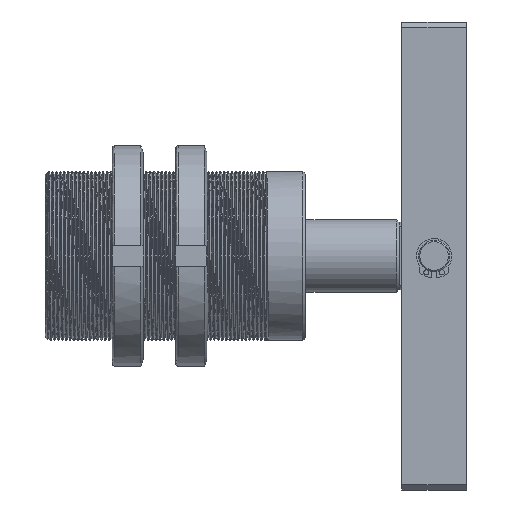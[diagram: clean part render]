
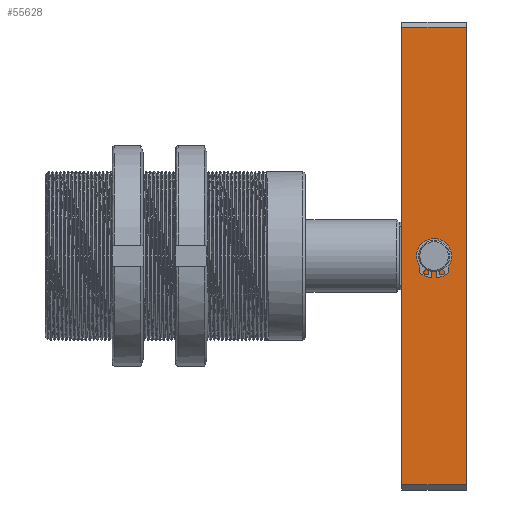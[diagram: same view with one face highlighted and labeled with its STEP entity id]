
A CAD part, front view. The second image highlights one B-rep face of the part: STEP entity #55628.
In plain terms, the highlighted face is planar.
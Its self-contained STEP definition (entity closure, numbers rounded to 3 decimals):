
#300 = VERTEX_POINT ( 'NONE', #74802 ) ;
#750 = EDGE_CURVE ( 'NONE', #91164, #26243, #9715, .T. ) ;
#4111 = CARTESIAN_POINT ( 'NONE',  ( 25., -88., -12.5 ) ) ;
#5094 = CARTESIAN_POINT ( 'NONE',  ( 12.5, 0., -12.5 ) ) ;
#5262 = CARTESIAN_POINT ( 'NONE',  ( 6.5, 0., -12.5 ) ) ;
#7613 = EDGE_LOOP ( 'NONE', ( #32657, #83679, #89692, #44357 ) ) ;
#8739 = FACE_OUTER_BOUND ( 'NONE', #7613, .T. ) ;
#9715 = CIRCLE ( 'NONE', #48231, 6. ) ;
#12102 = VERTEX_POINT ( 'NONE', #12887 ) ;
#12887 = CARTESIAN_POINT ( 'NONE',  ( 0., -88., -12.5 ) ) ;
#14333 = VECTOR ( 'NONE', #74191, 1000. ) ;
#14490 = DIRECTION ( 'NONE',  ( 0., 0., -1. ) ) ;
#16571 = CARTESIAN_POINT ( 'NONE',  ( 25., 88., -12.5 ) ) ;
#17656 = LINE ( 'NONE', #38869, #53615 ) ;
#17723 = AXIS2_PLACEMENT_3D ( 'NONE', #48496, #69556, #26499 ) ;
#17821 = DIRECTION ( 'NONE',  ( -1., 0., 0. ) ) ;
#17975 = VECTOR ( 'NONE', #34145, 1000. ) ;
#18547 = EDGE_CURVE ( 'NONE', #26243, #91164, #62122, .T. ) ;
#21260 = VECTOR ( 'NONE', #49681, 1000. ) ;
#26243 = VERTEX_POINT ( 'NONE', #5262 ) ;
#26247 = ORIENTED_EDGE ( 'NONE', *, *, #750, .T. ) ;
#26499 = DIRECTION ( 'NONE',  ( 1., 0., 0. ) ) ;
#29551 = CARTESIAN_POINT ( 'NONE',  ( 25., -88., -12.5 ) ) ;
#32657 = ORIENTED_EDGE ( 'NONE', *, *, #45977, .F. ) ;
#34011 = CARTESIAN_POINT ( 'NONE',  ( 18.5, 0., -12.5 ) ) ;
#34145 = DIRECTION ( 'NONE',  ( 0., 1., 0. ) ) ;
#38097 = CARTESIAN_POINT ( 'NONE',  ( 0., 0., -12.5 ) ) ;
#38869 = CARTESIAN_POINT ( 'NONE',  ( 12.5, 88., -12.5 ) ) ;
#39041 = CARTESIAN_POINT ( 'NONE',  ( 12.5, -88., -12.5 ) ) ;
#43026 = EDGE_CURVE ( 'NONE', #89835, #86279, #59604, .T. ) ;
#44357 = ORIENTED_EDGE ( 'NONE', *, *, #43026, .F. ) ;
#45977 = EDGE_CURVE ( 'NONE', #12102, #89835, #74088, .T. ) ;
#48231 = AXIS2_PLACEMENT_3D ( 'NONE', #5094, #55634, #70986 ) ;
#48496 = CARTESIAN_POINT ( 'NONE',  ( 12.5, 0., -12.5 ) ) ;
#49681 = DIRECTION ( 'NONE',  ( 1., 0., 0. ) ) ;
#53615 = VECTOR ( 'NONE', #17821, 1000. ) ;
#55628 = ADVANCED_FACE ( 'NONE', ( #75054, #8739 ), #87364, .T. ) ;
#55634 = DIRECTION ( 'NONE',  ( 0., 0., 1. ) ) ;
#57164 = EDGE_CURVE ( 'NONE', #86279, #300, #17656, .T. ) ;
#57341 = EDGE_LOOP ( 'NONE', ( #26247, #72164 ) ) ;
#58155 = DIRECTION ( 'NONE',  ( -1., 0., 0. ) ) ;
#59604 = LINE ( 'NONE', #79137, #17975 ) ;
#61714 = LINE ( 'NONE', #38097, #14333 ) ;
#62122 = CIRCLE ( 'NONE', #17723, 6. ) ;
#69556 = DIRECTION ( 'NONE',  ( 0., 0., 1. ) ) ;
#70986 = DIRECTION ( 'NONE',  ( 1., 0., 0. ) ) ;
#72164 = ORIENTED_EDGE ( 'NONE', *, *, #18547, .T. ) ;
#74088 = LINE ( 'NONE', #39041, #21260 ) ;
#74191 = DIRECTION ( 'NONE',  ( 0., 1., 0. ) ) ;
#74802 = CARTESIAN_POINT ( 'NONE',  ( 0., 88., -12.5 ) ) ;
#75054 = FACE_BOUND ( 'NONE', #57341, .T. ) ;
#79137 = CARTESIAN_POINT ( 'NONE',  ( 25., 0., -12.5 ) ) ;
#83623 = EDGE_CURVE ( 'NONE', #12102, #300, #61714, .T. ) ;
#83679 = ORIENTED_EDGE ( 'NONE', *, *, #83623, .T. ) ;
#86279 = VERTEX_POINT ( 'NONE', #16571 ) ;
#87364 = PLANE ( 'NONE',  #89441 ) ;
#89441 = AXIS2_PLACEMENT_3D ( 'NONE', #29551, #14490, #58155 ) ;
#89692 = ORIENTED_EDGE ( 'NONE', *, *, #57164, .F. ) ;
#89835 = VERTEX_POINT ( 'NONE', #4111 ) ;
#91164 = VERTEX_POINT ( 'NONE', #34011 ) ;
